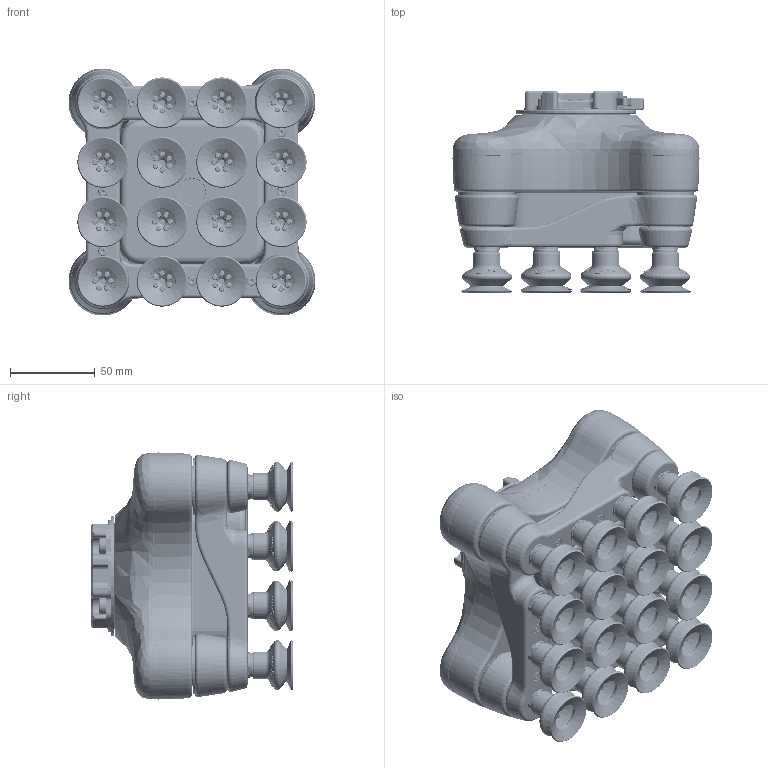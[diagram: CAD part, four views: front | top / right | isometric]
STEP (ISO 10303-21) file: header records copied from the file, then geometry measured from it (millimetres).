
FILE_DESCRIPTION (( 'STEP AP214' ), '1' );
FILE_NAME ('VG10.STEP', '2019-08-06T06:51:33', ( '' ), ( '' ), 'SwSTEP 2.0', 'SolidWorks 2019', '' );
FILE_SCHEMA (( 'AUTOMOTIVE_DESIGN' ));
Length unit declared in the file: millimetre
Products named in the file (38): 100143; 101021; 100141; 102799; 101014; 100152; 102800; 102801; 100719; 101149; 102795; 102784; 100129; 101015; 101147; 100723; 101144; 101164; 102789; 102796; 101504; 101148; 102797; 100157; 101563; 100142; 101146; 102794; 101386; 100364; 102785; 101145; 102798; VG10
Assembly tree (166 placements, depth 4):
  100719
  100723
  VG10
    102785
    102784
    101014  x4
    101164
    101144
      101145
      101146  x6
      101147  x6
      101148  x6
      101149  x6
    101563  x4
    101386
    101504
    100364  x2
    100152  x2
    102794
      102795
        102796
        102798  x4
        102797  x4
      102799
        102800
        101021  x3
        102801
        101015  x2
        100141  x3
        100142  x3
        100129  x3
        100143
      102799
        102800
        101021  x3
        102801
        101015  x2
        100141  x3
        100142  x3
        100129  x3
        100143
      102799
        102800
        101021  x3
        102801
        101015  x2
        100141  x3
        100142  x3
        100129  x3
        100143
      102799
        102800
        101021  x3
        102801
        101015  x2
        100141  x3
        100142  x3
        100129  x3
        100143
      101021  x4
Bounding box: 145.4 x 118.32 x 145.4 mm (x, y, z)
Volume: 940111.4 mm3; surface area: 347139.9 mm2
Topology: 154 solids, 162 shells, 10340 faces, 24959 edges, 15565 vertices
Faces by surface type: bspline 5394, plane 1811, cylinder 1454, cone 1070, torus 587, sphere 24
Full cylindrical faces by diameter (mm): 0.432 x12, 0.813 x12, 0.993 x12, 1.049 x12, 1.059 x12, 1.372 x12, 1.422 x24, 1.445 x12, 1.481 x12, 1.676 x12, 2.05 x4, 2.459 x2, 2.5 x14, 3 x28, 3.1 x2, 3.3 x4, 3.4 x8, 4 x8, 4.2 x14, 4.7 x4, 5 x16, 5.096 x2, 5.2 x4, 5.3 x8, 5.8 x8, 6 x6, 6.2 x4, 6.3 x16, 6.6 x4, 7 x20
Entity records: 86891 total; most frequent: CARTESIAN_POINT 41609, ORIENTED_EDGE 8947, DIRECTION 8621, EDGE_CURVE 4474, AXIS2_PLACEMENT_3D 3486, VERTEX_POINT 2880, EDGE_LOOP 2469, FACE_OUTER_BOUND 2179
